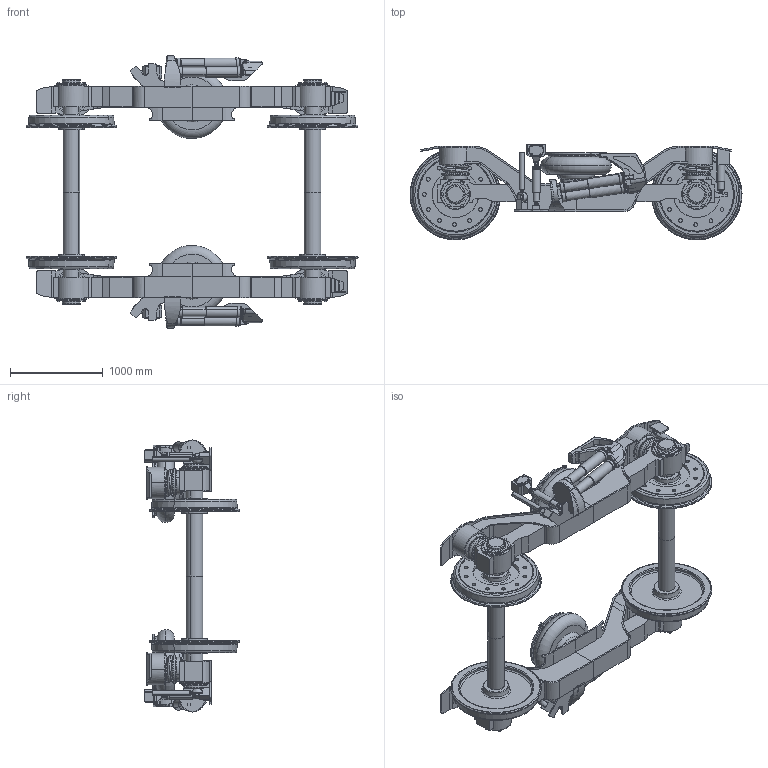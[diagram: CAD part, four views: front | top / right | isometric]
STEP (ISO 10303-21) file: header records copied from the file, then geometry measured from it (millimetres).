
FILE_DESCRIPTION(('CATIA V5 STEP'),'2;1');
FILE_NAME('sapsan_less203.stp','2024-05-26T08:18:04+00:00',('none'),('none'),'CATIA Version 5-6 Release 2016','CATIA V5 STEP AP203','none');
FILE_SCHEMA(('CONFIG_CONTROL_DESIGN'));
Products named in the file (1): sapsan1______________________________________________________SESSION
Assembly tree (33 placements, depth 2):
  sapsan1______________________________________________________SESSION
    #57
    #17046
    #24394
    #31736
    #34598
    #37423
    #39084
    #40712  x2
    #43282  x4
    #48741
    #51401  x2
    #54543
    #57220  x2
    #60314
    #64028
    #67731  x2
    #69853  x2
    #71990  x4
    #73702
    #78305
    #79307
    #83886
Bounding box: 3577.99 x 1030.69 x 2932.08 mm (x, y, z)
Volume: 813875262.3 mm3; surface area: 41396920.9 mm2
Topology: 40 solids, 42 shells, 2660 faces, 7004 edges, 4521 vertices
Faces by surface type: plane 1098, cylinder 914, torus 334, bspline 210, sphere 64, cone 40
Entity records: 84810 total; most frequent: CARTESIAN_POINT 34721, ORIENTED_EDGE 11492, DIRECTION 7892, EDGE_CURVE 5746, VERTEX_POINT 3720, VECTOR 3048, LINE 3048, AXIS2_PLACEMENT_3D 3009
